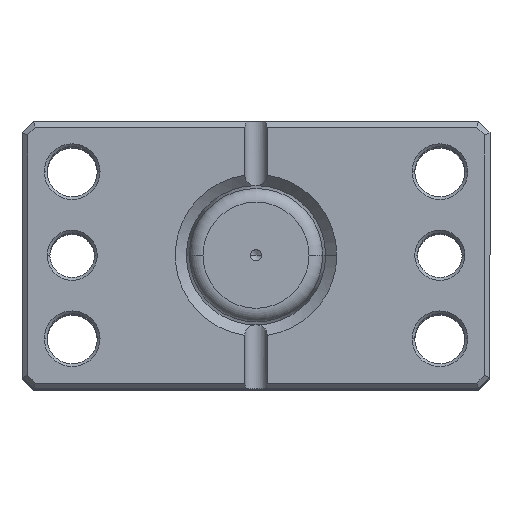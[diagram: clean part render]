
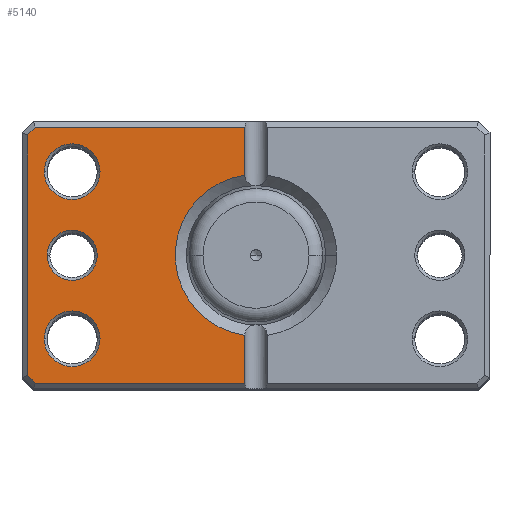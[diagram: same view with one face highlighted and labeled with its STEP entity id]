
A CAD part, top view. The second image highlights one B-rep face of the part: STEP entity #5140.
In plain terms, the highlighted face is planar.
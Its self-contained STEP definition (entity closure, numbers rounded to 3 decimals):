
#7 = AXIS2_PLACEMENT_3D ( 'NONE', #4742, #1531, #5261 ) ;
#10 = LINE ( 'NONE', #4249, #2943 ) ;
#76 = ORIENTED_EDGE ( 'NONE', *, *, #608, .T. ) ;
#77 = LINE ( 'NONE', #4205, #1328 ) ;
#139 = EDGE_CURVE ( 'NONE', #2263, #5241, #5912, .T. ) ;
#178 = LINE ( 'NONE', #5404, #3434 ) ;
#192 = CARTESIAN_POINT ( 'NONE',  ( 41., 21.586, 0. ) ) ;
#209 = DIRECTION ( 'NONE',  ( 0., 0., 1. ) ) ;
#227 = CARTESIAN_POINT ( 'NONE',  ( 28., 15., 0. ) ) ;
#253 = LINE ( 'NONE', #1464, #5594 ) ;
#385 = CARTESIAN_POINT ( 'NONE',  ( 33., 15., 0. ) ) ;
#409 = EDGE_CURVE ( 'NONE', #3952, #3233, #5681, .T. ) ;
#449 = EDGE_CURVE ( 'NONE', #4228, #4355, #5188, .T. ) ;
#536 = AXIS2_PLACEMENT_3D ( 'NONE', #385, #209, #5343 ) ;
#608 = EDGE_CURVE ( 'NONE', #3517, #5742, #253, .T. ) ;
#665 = CARTESIAN_POINT ( 'NONE',  ( 33., 0., 0. ) ) ;
#796 = DIRECTION ( 'NONE',  ( 0., -1., 0. ) ) ;
#810 = DIRECTION ( 'NONE',  ( 0., 0., 1. ) ) ;
#814 = EDGE_CURVE ( 'NONE', #1006, #4228, #2061, .T. ) ;
#832 = CARTESIAN_POINT ( 'NONE',  ( 2., 24., 0. ) ) ;
#888 = ORIENTED_EDGE ( 'NONE', *, *, #139, .T. ) ;
#1003 = EDGE_CURVE ( 'NONE', #1670, #1250, #5234, .T. ) ;
#1004 = VERTEX_POINT ( 'NONE', #3506 ) ;
#1006 = VERTEX_POINT ( 'NONE', #2975 ) ;
#1050 = ORIENTED_EDGE ( 'NONE', *, *, #4827, .T. ) ;
#1062 = DIRECTION ( 'NONE',  ( 0., 0., 1. ) ) ;
#1066 = VECTOR ( 'NONE', #3423, 1000. ) ;
#1117 = ORIENTED_EDGE ( 'NONE', *, *, #409, .T. ) ;
#1147 = CARTESIAN_POINT ( 'NONE',  ( 39.586, 23., 0. ) ) ;
#1198 = DIRECTION ( 'NONE',  ( 1., 0., 0. ) ) ;
#1250 = VERTEX_POINT ( 'NONE', #6424 ) ;
#1328 = VECTOR ( 'NONE', #2606, 1000. ) ;
#1464 = CARTESIAN_POINT ( 'NONE',  ( 0., -23., 0. ) ) ;
#1531 = DIRECTION ( 'NONE',  ( 0., 0., 1. ) ) ;
#1540 = CARTESIAN_POINT ( 'NONE',  ( 28.5, 0., 0. ) ) ;
#1547 = CARTESIAN_POINT ( 'NONE',  ( 33., -15., 0. ) ) ;
#1670 = VERTEX_POINT ( 'NONE', #5644 ) ;
#1688 = ORIENTED_EDGE ( 'NONE', *, *, #2075, .T. ) ;
#1730 = AXIS2_PLACEMENT_3D ( 'NONE', #1547, #5266, #2085 ) ;
#1753 = CARTESIAN_POINT ( 'NONE',  ( 33., 0., 0. ) ) ;
#1780 = CIRCLE ( 'NONE', #1730, 5. ) ;
#1869 = ORIENTED_EDGE ( 'NONE', *, *, #4913, .T. ) ;
#2061 = CIRCLE ( 'NONE', #7, 14.5 ) ;
#2075 = EDGE_CURVE ( 'NONE', #5742, #1006, #4066, .T. ) ;
#2085 = DIRECTION ( 'NONE',  ( 1., 0., 0. ) ) ;
#2198 = AXIS2_PLACEMENT_3D ( 'NONE', #665, #4426, #1198 ) ;
#2263 = VERTEX_POINT ( 'NONE', #1540 ) ;
#2288 = VECTOR ( 'NONE', #5612, 1000. ) ;
#2404 = CARTESIAN_POINT ( 'NONE',  ( 37.5, 0., 0. ) ) ;
#2470 = DIRECTION ( 'NONE',  ( 0., 0., 1. ) ) ;
#2606 = DIRECTION ( 'NONE',  ( 1., 0., 0. ) ) ;
#2698 = CIRCLE ( 'NONE', #4151, 4.5 ) ;
#2852 = CIRCLE ( 'NONE', #536, 5. ) ;
#2895 = DIRECTION ( 'NONE',  ( 1., 0., 0. ) ) ;
#2943 = VECTOR ( 'NONE', #5318, 1000. ) ;
#2958 = EDGE_LOOP ( 'NONE', ( #888, #5616 ) ) ;
#2974 = EDGE_CURVE ( 'NONE', #1250, #1670, #1780, .T. ) ;
#2975 = CARTESIAN_POINT ( 'NONE',  ( 2., -14.361, 0. ) ) ;
#3032 = DIRECTION ( 'NONE',  ( 0., 0., 1. ) ) ;
#3038 = ORIENTED_EDGE ( 'NONE', *, *, #1003, .T. ) ;
#3104 = EDGE_LOOP ( 'NONE', ( #1688, #6367, #6164, #3619, #1117, #1869, #5367, #76 ) ) ;
#3224 = CARTESIAN_POINT ( 'NONE',  ( 2., 23., 0. ) ) ;
#3233 = VERTEX_POINT ( 'NONE', #192 ) ;
#3423 = DIRECTION ( 'NONE',  ( 0., 1., 0. ) ) ;
#3432 = CIRCLE ( 'NONE', #5864, 5. ) ;
#3434 = VECTOR ( 'NONE', #796, 1000. ) ;
#3452 = EDGE_CURVE ( 'NONE', #4376, #1004, #3432, .T. ) ;
#3506 = CARTESIAN_POINT ( 'NONE',  ( 38., 15., 0. ) ) ;
#3509 = ORIENTED_EDGE ( 'NONE', *, *, #2974, .T. ) ;
#3517 = VERTEX_POINT ( 'NONE', #6242 ) ;
#3550 = EDGE_CURVE ( 'NONE', #4355, #3952, #77, .T. ) ;
#3619 = ORIENTED_EDGE ( 'NONE', *, *, #3550, .T. ) ;
#3870 = FACE_BOUND ( 'NONE', #2958, .T. ) ;
#3936 = AXIS2_PLACEMENT_3D ( 'NONE', #5324, #2470, #6736 ) ;
#3952 = VERTEX_POINT ( 'NONE', #1147 ) ;
#3968 = CARTESIAN_POINT ( 'NONE',  ( 2., 24., 0. ) ) ;
#4049 = CARTESIAN_POINT ( 'NONE',  ( 33., -15., 0. ) ) ;
#4066 = LINE ( 'NONE', #832, #2288 ) ;
#4092 = CARTESIAN_POINT ( 'NONE',  ( 2., -23., 0. ) ) ;
#4151 = AXIS2_PLACEMENT_3D ( 'NONE', #1753, #1062, #2895 ) ;
#4205 = CARTESIAN_POINT ( 'NONE',  ( 0., 23., 0. ) ) ;
#4228 = VERTEX_POINT ( 'NONE', #6191 ) ;
#4249 = CARTESIAN_POINT ( 'NONE',  ( 31.293, -31.293, 0. ) ) ;
#4355 = VERTEX_POINT ( 'NONE', #3224 ) ;
#4376 = VERTEX_POINT ( 'NONE', #227 ) ;
#4426 = DIRECTION ( 'NONE',  ( 0., 0., 1. ) ) ;
#4559 = FACE_BOUND ( 'NONE', #6355, .T. ) ;
#4595 = DIRECTION ( 'NONE',  ( 1., 0., 0. ) ) ;
#4699 = DIRECTION ( 'NONE',  ( -1., 0., 0. ) ) ;
#4702 = CARTESIAN_POINT ( 'NONE',  ( 41., -21.586, 0. ) ) ;
#4742 = CARTESIAN_POINT ( 'NONE',  ( 0., 0., 0. ) ) ;
#4827 = EDGE_CURVE ( 'NONE', #1004, #4376, #2852, .T. ) ;
#4866 = EDGE_CURVE ( 'NONE', #5241, #2263, #2698, .T. ) ;
#4913 = EDGE_CURVE ( 'NONE', #3233, #5769, #178, .T. ) ;
#4961 = PLANE ( 'NONE',  #3936 ) ;
#4986 = CARTESIAN_POINT ( 'NONE',  ( 31.293, 31.293, 0. ) ) ;
#5140 = ADVANCED_FACE ( 'NONE', ( #3870, #4559, #5443, #5295 ), #4961, .F. ) ;
#5185 = EDGE_CURVE ( 'NONE', #5769, #3517, #10, .T. ) ;
#5188 = LINE ( 'NONE', #3968, #1066 ) ;
#5234 = CIRCLE ( 'NONE', #6046, 5. ) ;
#5241 = VERTEX_POINT ( 'NONE', #2404 ) ;
#5261 = DIRECTION ( 'NONE',  ( 1., 0., 0. ) ) ;
#5266 = DIRECTION ( 'NONE',  ( 0., 0., 1. ) ) ;
#5295 = FACE_OUTER_BOUND ( 'NONE', #3104, .T. ) ;
#5318 = DIRECTION ( 'NONE',  ( -0.707, -0.707, 0. ) ) ;
#5324 = CARTESIAN_POINT ( 'NONE',  ( 0., 0., 0. ) ) ;
#5343 = DIRECTION ( 'NONE',  ( 1., 0., 0. ) ) ;
#5367 = ORIENTED_EDGE ( 'NONE', *, *, #5185, .T. ) ;
#5404 = CARTESIAN_POINT ( 'NONE',  ( 41., 0., 0. ) ) ;
#5443 = FACE_BOUND ( 'NONE', #5844, .T. ) ;
#5594 = VECTOR ( 'NONE', #4699, 1000. ) ;
#5612 = DIRECTION ( 'NONE',  ( 0., 1., 0. ) ) ;
#5616 = ORIENTED_EDGE ( 'NONE', *, *, #4866, .T. ) ;
#5644 = CARTESIAN_POINT ( 'NONE',  ( 38., -15., 0. ) ) ;
#5681 = LINE ( 'NONE', #4986, #5839 ) ;
#5742 = VERTEX_POINT ( 'NONE', #4092 ) ;
#5769 = VERTEX_POINT ( 'NONE', #4702 ) ;
#5839 = VECTOR ( 'NONE', #6015, 1000. ) ;
#5844 = EDGE_LOOP ( 'NONE', ( #6765, #1050 ) ) ;
#5864 = AXIS2_PLACEMENT_3D ( 'NONE', #6179, #3032, #6689 ) ;
#5912 = CIRCLE ( 'NONE', #2198, 4.5 ) ;
#6015 = DIRECTION ( 'NONE',  ( 0.707, -0.707, 0. ) ) ;
#6046 = AXIS2_PLACEMENT_3D ( 'NONE', #4049, #810, #4595 ) ;
#6164 = ORIENTED_EDGE ( 'NONE', *, *, #449, .T. ) ;
#6179 = CARTESIAN_POINT ( 'NONE',  ( 33., 15., 0. ) ) ;
#6191 = CARTESIAN_POINT ( 'NONE',  ( 2., 14.361, 0. ) ) ;
#6242 = CARTESIAN_POINT ( 'NONE',  ( 39.586, -23., 0. ) ) ;
#6355 = EDGE_LOOP ( 'NONE', ( #3509, #3038 ) ) ;
#6367 = ORIENTED_EDGE ( 'NONE', *, *, #814, .T. ) ;
#6424 = CARTESIAN_POINT ( 'NONE',  ( 28., -15., 0. ) ) ;
#6689 = DIRECTION ( 'NONE',  ( 1., 0., 0. ) ) ;
#6736 = DIRECTION ( 'NONE',  ( 1., 0., 0. ) ) ;
#6765 = ORIENTED_EDGE ( 'NONE', *, *, #3452, .T. ) ;
